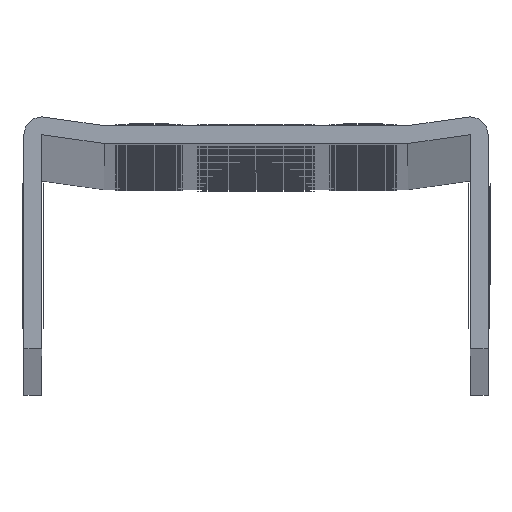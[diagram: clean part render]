
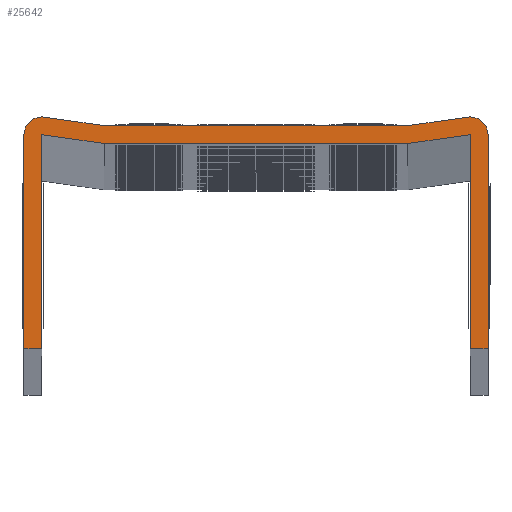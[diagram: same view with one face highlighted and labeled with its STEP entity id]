
A CAD part, top view. The second image highlights one B-rep face of the part: STEP entity #25642.
In plain terms, the highlighted planar face has unit normal (0, 0, 1).
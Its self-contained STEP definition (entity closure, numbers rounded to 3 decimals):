
#2988=FACE_OUTER_BOUND('',#3994,.T.);
#3994=EDGE_LOOP('',(#20594,#20595,#20596,#20597,#20598,#20599,#20600,#20601,
#20602,#20603,#20604,#20605,#20606,#20607));
#5000=CIRCLE('',#26651,2.);
#5001=CIRCLE('',#26652,2.);
#5400=LINE('',#34476,#9002);
#5401=LINE('',#34478,#9003);
#5402=LINE('',#34480,#9004);
#5403=LINE('',#34484,#9005);
#5404=LINE('',#34486,#9006);
#5405=LINE('',#34488,#9007);
#5406=LINE('',#34490,#9008);
#5407=LINE('',#34492,#9009);
#5408=LINE('',#34494,#9010);
#5409=LINE('',#34496,#9011);
#5410=LINE('',#34498,#9012);
#5411=LINE('',#34500,#9013);
#9002=VECTOR('',#28060,1.);
#9003=VECTOR('',#28061,1.);
#9004=VECTOR('',#28062,1.);
#9005=VECTOR('',#28065,1.);
#9006=VECTOR('',#28066,1.);
#9007=VECTOR('',#28067,1.);
#9008=VECTOR('',#28068,1.);
#9009=VECTOR('',#28069,1.);
#9010=VECTOR('',#28070,1.);
#9011=VECTOR('',#28071,1.);
#9012=VECTOR('',#28072,1.);
#9013=VECTOR('',#28073,1.);
#12604=VERTEX_POINT('',#34474);
#12605=VERTEX_POINT('',#34475);
#12606=VERTEX_POINT('',#34477);
#12607=VERTEX_POINT('',#34479);
#12608=VERTEX_POINT('',#34481);
#12609=VERTEX_POINT('',#34483);
#12610=VERTEX_POINT('',#34485);
#12611=VERTEX_POINT('',#34487);
#12612=VERTEX_POINT('',#34489);
#12613=VERTEX_POINT('',#34491);
#12614=VERTEX_POINT('',#34493);
#12615=VERTEX_POINT('',#34495);
#12616=VERTEX_POINT('',#34497);
#12617=VERTEX_POINT('',#34499);
#16592=EDGE_CURVE('',#12604,#12605,#5400,.T.);
#16593=EDGE_CURVE('',#12605,#12606,#5401,.T.);
#16594=EDGE_CURVE('',#12606,#12607,#5402,.T.);
#16595=EDGE_CURVE('',#12607,#12608,#5000,.T.);
#16596=EDGE_CURVE('',#12608,#12609,#5403,.T.);
#16597=EDGE_CURVE('',#12609,#12610,#5404,.T.);
#16598=EDGE_CURVE('',#12610,#12611,#5405,.T.);
#16599=EDGE_CURVE('',#12611,#12612,#5406,.T.);
#16600=EDGE_CURVE('',#12612,#12613,#5407,.T.);
#16601=EDGE_CURVE('',#12613,#12614,#5408,.T.);
#16602=EDGE_CURVE('',#12614,#12615,#5409,.T.);
#16603=EDGE_CURVE('',#12615,#12616,#5410,.T.);
#16604=EDGE_CURVE('',#12616,#12617,#5411,.T.);
#16605=EDGE_CURVE('',#12617,#12604,#5001,.T.);
#20594=ORIENTED_EDGE('',*,*,#16592,.T.);
#20595=ORIENTED_EDGE('',*,*,#16593,.T.);
#20596=ORIENTED_EDGE('',*,*,#16594,.T.);
#20597=ORIENTED_EDGE('',*,*,#16595,.T.);
#20598=ORIENTED_EDGE('',*,*,#16596,.T.);
#20599=ORIENTED_EDGE('',*,*,#16597,.T.);
#20600=ORIENTED_EDGE('',*,*,#16598,.T.);
#20601=ORIENTED_EDGE('',*,*,#16599,.T.);
#20602=ORIENTED_EDGE('',*,*,#16600,.T.);
#20603=ORIENTED_EDGE('',*,*,#16601,.T.);
#20604=ORIENTED_EDGE('',*,*,#16602,.T.);
#20605=ORIENTED_EDGE('',*,*,#16603,.T.);
#20606=ORIENTED_EDGE('',*,*,#16604,.T.);
#20607=ORIENTED_EDGE('',*,*,#16605,.T.);
#24638=PLANE('',#26650);
#25642=ADVANCED_FACE('',(#2988),#24638,.T.);
#26650=AXIS2_PLACEMENT_3D('',#34473,#28058,#28059);
#26651=AXIS2_PLACEMENT_3D('',#34482,#28063,#28064);
#26652=AXIS2_PLACEMENT_3D('',#34501,#28074,#28075);
#28058=DIRECTION('center_axis',(0.,0.,1.));
#28059=DIRECTION('ref_axis',(1.,0.,0.));
#28060=DIRECTION('',(-0.99,-0.141,0.));
#28061=DIRECTION('',(-1.,0.,0.));
#28062=DIRECTION('',(-0.99,0.141,0.));
#28063=DIRECTION('center_axis',(0.,0.,1.));
#28064=DIRECTION('ref_axis',(0.,1.,0.));
#28065=DIRECTION('',(0.,-1.,0.));
#28066=DIRECTION('',(1.,0.,0.));
#28067=DIRECTION('',(0.,1.,0.));
#28068=DIRECTION('',(0.99,-0.141,0.));
#28069=DIRECTION('',(1.,0.,0.));
#28070=DIRECTION('',(0.99,0.141,0.));
#28071=DIRECTION('',(0.,-1.,0.));
#28072=DIRECTION('',(1.,0.,0.));
#28073=DIRECTION('',(0.,1.,0.));
#28074=DIRECTION('center_axis',(0.,0.,1.));
#28075=DIRECTION('ref_axis',(1.,0.,0.));
#34473=CARTESIAN_POINT('Origin',(38.083,36.996,2970.));
#34474=CARTESIAN_POINT('',(62.083,45.105,2970.));
#34475=CARTESIAN_POINT('',(55.083,44.105,2970.));
#34476=CARTESIAN_POINT('',(62.083,45.105,2970.));
#34477=CARTESIAN_POINT('',(21.083,44.105,2970.));
#34478=CARTESIAN_POINT('',(55.083,44.105,2970.));
#34479=CARTESIAN_POINT('',(14.083,45.105,2970.));
#34480=CARTESIAN_POINT('',(21.083,44.105,2970.));
#34481=CARTESIAN_POINT('',(12.083,43.105,2970.));
#34482=CARTESIAN_POINT('Origin',(14.083,43.105,2970.));
#34483=CARTESIAN_POINT('',(12.083,19.105,2970.));
#34484=CARTESIAN_POINT('',(12.083,43.105,2970.));
#34485=CARTESIAN_POINT('',(14.083,19.105,2970.));
#34486=CARTESIAN_POINT('',(12.083,19.105,2970.));
#34487=CARTESIAN_POINT('',(14.083,43.105,2970.));
#34488=CARTESIAN_POINT('',(14.083,19.105,2970.));
#34489=CARTESIAN_POINT('',(21.083,42.105,2970.));
#34490=CARTESIAN_POINT('',(14.083,43.105,2970.));
#34491=CARTESIAN_POINT('',(55.083,42.105,2970.));
#34492=CARTESIAN_POINT('',(21.083,42.105,2970.));
#34493=CARTESIAN_POINT('',(62.083,43.105,2970.));
#34494=CARTESIAN_POINT('',(55.083,42.105,2970.));
#34495=CARTESIAN_POINT('',(62.083,19.105,2970.));
#34496=CARTESIAN_POINT('',(62.083,43.105,2970.));
#34497=CARTESIAN_POINT('',(64.083,19.105,2970.));
#34498=CARTESIAN_POINT('',(62.083,19.105,2970.));
#34499=CARTESIAN_POINT('',(64.083,43.105,2970.));
#34500=CARTESIAN_POINT('',(64.083,19.105,2970.));
#34501=CARTESIAN_POINT('Origin',(62.083,43.105,2970.));
